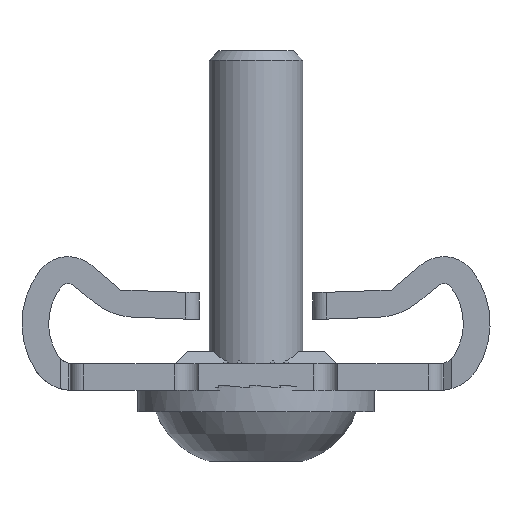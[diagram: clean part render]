
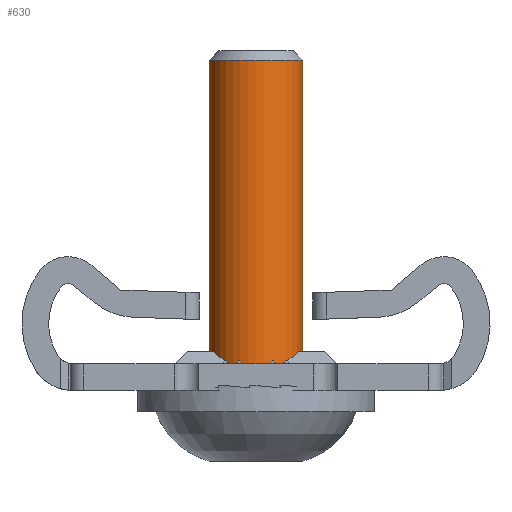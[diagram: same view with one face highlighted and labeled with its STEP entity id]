
A CAD part, front view. The second image highlights one B-rep face of the part: STEP entity #630.
In plain terms, the highlighted cylindrical face has radius 3.5 mm (diameter 7 mm), a partial arc.
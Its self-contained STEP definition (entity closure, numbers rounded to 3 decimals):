
#617 = CIRCLE ( 'NONE', #4704, 3.5 ) ;
#630 = ADVANCED_FACE ( 'NONE', ( #3359 ), #1299, .T. ) ;
#820 = AXIS2_PLACEMENT_3D ( 'NONE', #1097, #2502, #3888 ) ;
#1097 = CARTESIAN_POINT ( 'NONE',  ( 0., 0., 24.68 ) ) ;
#1211 = CARTESIAN_POINT ( 'NONE',  ( -3.5, 0., 0.7 ) ) ;
#1299 = CYLINDRICAL_SURFACE ( 'NONE', #7692, 3.5 ) ;
#1406 = CARTESIAN_POINT ( 'NONE',  ( 0., 0., 25.4 ) ) ;
#1662 = DIRECTION ( 'NONE',  ( 1., 0., 0. ) ) ;
#1879 = VERTEX_POINT ( 'NONE', #4619 ) ;
#2024 = CARTESIAN_POINT ( 'NONE',  ( 3.5, 0., 25.4 ) ) ;
#2058 = EDGE_LOOP ( 'NONE', ( #2988, #5517, #3306, #7569 ) ) ;
#2325 = LINE ( 'NONE', #2024, #3354 ) ;
#2404 = LINE ( 'NONE', #4680, #6103 ) ;
#2502 = DIRECTION ( 'NONE',  ( 0., 0., -1. ) ) ;
#2629 = CIRCLE ( 'NONE', #820, 3.5 ) ;
#2871 = EDGE_CURVE ( 'NONE', #3547, #1879, #617, .T. ) ;
#2942 = CARTESIAN_POINT ( 'NONE',  ( 0., 0., 0.7 ) ) ;
#2988 = ORIENTED_EDGE ( 'NONE', *, *, #7618, .F. ) ;
#3306 = ORIENTED_EDGE ( 'NONE', *, *, #6758, .T. ) ;
#3354 = VECTOR ( 'NONE', #6684, 1000. ) ;
#3359 = FACE_OUTER_BOUND ( 'NONE', #2058, .T. ) ;
#3547 = VERTEX_POINT ( 'NONE', #1211 ) ;
#3585 = CARTESIAN_POINT ( 'NONE',  ( 3.5, 0., 24.68 ) ) ;
#3888 = DIRECTION ( 'NONE',  ( 1., 0., 0. ) ) ;
#4047 = DIRECTION ( 'NONE',  ( 0., 0., 1. ) ) ;
#4619 = CARTESIAN_POINT ( 'NONE',  ( 3.5, 0., 0.7 ) ) ;
#4622 = DIRECTION ( 'NONE',  ( 1., 0., 0. ) ) ;
#4680 = CARTESIAN_POINT ( 'NONE',  ( -3.5, 0., 25.4 ) ) ;
#4703 = DIRECTION ( 'NONE',  ( 0., 0., 1. ) ) ;
#4704 = AXIS2_PLACEMENT_3D ( 'NONE', #2942, #5509, #1662 ) ;
#5509 = DIRECTION ( 'NONE',  ( 0., 0., 1. ) ) ;
#5517 = ORIENTED_EDGE ( 'NONE', *, *, #2871, .T. ) ;
#6103 = VECTOR ( 'NONE', #4703, 1000. ) ;
#6393 = VERTEX_POINT ( 'NONE', #3585 ) ;
#6536 = EDGE_CURVE ( 'NONE', #6393, #6553, #2629, .T. ) ;
#6553 = VERTEX_POINT ( 'NONE', #7633 ) ;
#6684 = DIRECTION ( 'NONE',  ( 0., 0., 1. ) ) ;
#6758 = EDGE_CURVE ( 'NONE', #1879, #6393, #2325, .T. ) ;
#7569 = ORIENTED_EDGE ( 'NONE', *, *, #6536, .T. ) ;
#7618 = EDGE_CURVE ( 'NONE', #3547, #6553, #2404, .T. ) ;
#7633 = CARTESIAN_POINT ( 'NONE',  ( -3.5, 0., 24.68 ) ) ;
#7692 = AXIS2_PLACEMENT_3D ( 'NONE', #1406, #4047, #4622 ) ;
